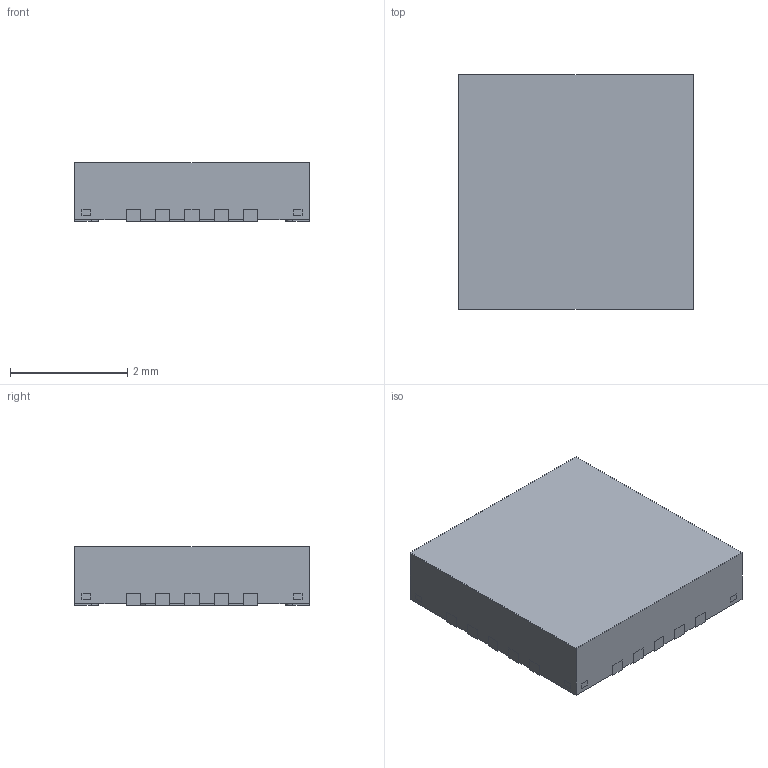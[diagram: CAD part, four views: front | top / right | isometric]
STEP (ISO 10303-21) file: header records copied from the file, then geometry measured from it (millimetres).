
FILE_DESCRIPTION((''),'2;1');
FILE_NAME('RGP0020E_ASM','2020-10-20T08:42:43',('a0412086'),(''),'CREO PARAMETRIC BY PTC INC, 2018500','CREO PARAMETRIC BY PTC INC, 2018500','');
FILE_SCHEMA(('CONFIG_CONTROL_DESIGN','SHAPE_APPEARANCE_LAYERS_GROUPS'));
Length unit declared in the file: millimetre
Products named in the file (3): FRAME; BODY; RGP0020E_ASM
Assembly tree (2 placements, depth 2):
  RGP0020E_ASM
    FRAME
    BODY
Bounding box: 4 x 4 x 1 mm (x, y, z)
Volume: 15.8 mm3; surface area: 72.8 mm2
Topology: 26 solids, 26 shells, 355 faces, 906 edges, 604 vertices
Faces by surface type: plane 275, cylinder 80
Entity records: 13855 total; most frequent: CARTESIAN_POINT 1870, ORIENTED_EDGE 1812, DIRECTION 1786, PRESENTATION_STYLE_ASSIGNMENT 961, STYLED_ITEM 933, CURVE_STYLE 906, EDGE_CURVE 906, VECTOR 746
